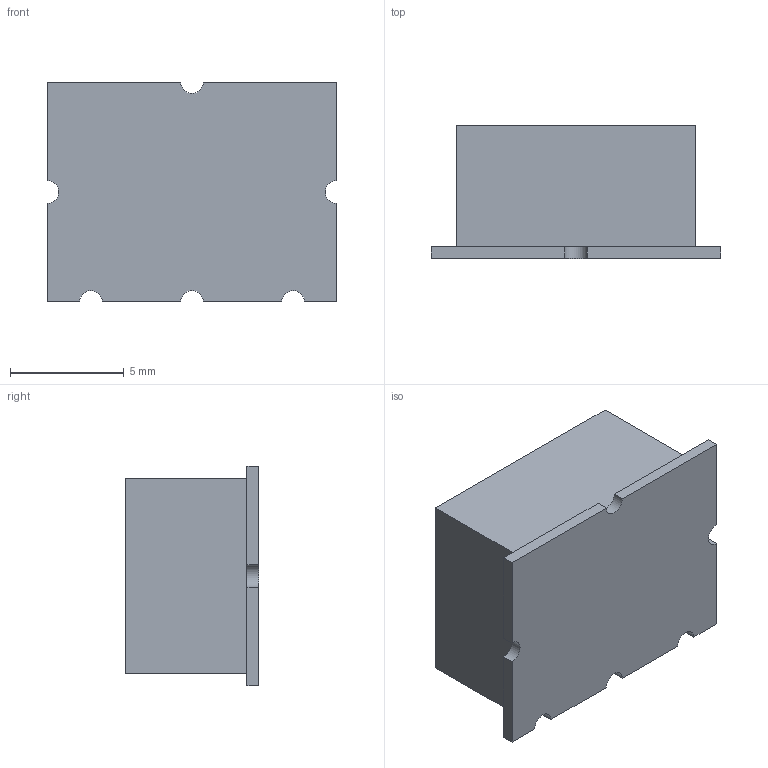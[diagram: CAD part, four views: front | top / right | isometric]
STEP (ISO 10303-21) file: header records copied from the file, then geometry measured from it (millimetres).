
FILE_DESCRIPTION(/* description */ (''),/* implementation_level */ '2;1');
FILE_NAME(/* name */ 'Minicircuits_TTT167.step',/* time_stamp */ '2022-07-17T14:14:02+01:00',/* author */ (''),/* organization */ (''),/* preprocessor_version */ 'ST-DEVELOPER v18.1',/* originating_system */ 'Autodesk Translation Framework v10.10.0.1391',/* authorisation */ '');
FILE_SCHEMA (('AUTOMOTIVE_DESIGN { 1 0 10303 214 3 1 1 }'));
Length unit declared in the file: millimetre
Products named in the file (1): Minicircuits_TTT167
Bounding box: 12.7 x 5.84 x 9.65 mm (x, y, z)
Volume: 544 mm3; surface area: 650 mm2
Topology: 2 solids, 2 shells, 24 faces, 60 edges, 40 vertices
Faces by surface type: plane 18, cylinder 6
Entity records: 762 total; most frequent: CARTESIAN_POINT 125, DIRECTION 122, ORIENTED_EDGE 120, EDGE_CURVE 60, LINE 48, VECTOR 48, VERTEX_POINT 40, AXIS2_PLACEMENT_3D 37
